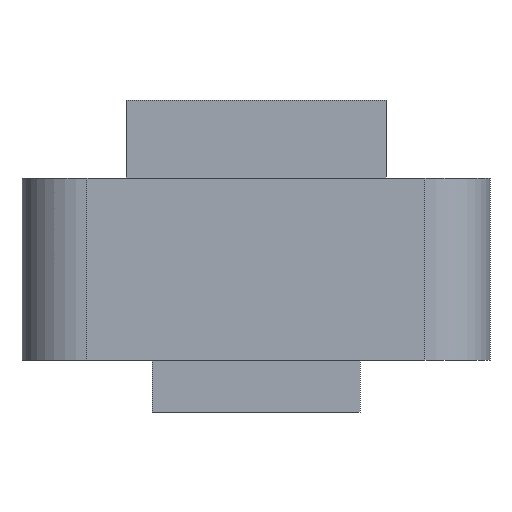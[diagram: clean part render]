
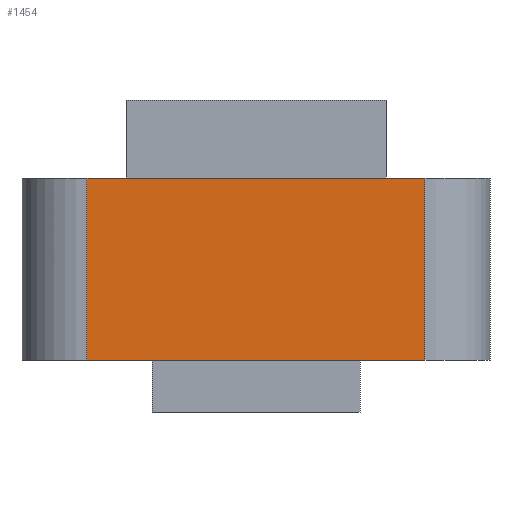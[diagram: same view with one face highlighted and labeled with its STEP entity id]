
A CAD part, left-side view. The second image highlights one B-rep face of the part: STEP entity #1454.
In plain terms, the highlighted planar face has unit normal (-1, 0, 0).
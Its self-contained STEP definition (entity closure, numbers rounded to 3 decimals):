
#353=DIRECTION('',(0.,-1.,0.));
#354=VECTOR('',#353,13.);
#355=CARTESIAN_POINT('',(-42.,6.5,-3.5));
#356=LINE('',#355,#354);
#564=DIRECTION('',(0.,-1.,0.));
#565=VECTOR('',#564,13.);
#566=CARTESIAN_POINT('',(-42.,6.5,3.5));
#567=LINE('',#566,#565);
#875=DIRECTION('',(0.,0.,-1.));
#876=VECTOR('',#875,7.);
#877=CARTESIAN_POINT('',(-42.,6.5,3.5));
#878=LINE('',#877,#876);
#882=DIRECTION('',(0.,0.,-1.));
#883=VECTOR('',#882,7.);
#884=CARTESIAN_POINT('',(-42.,-6.5,3.5));
#885=LINE('',#884,#883);
#961=CARTESIAN_POINT('',(-42.,6.5,-3.5));
#963=VERTEX_POINT('',#961);
#967=CARTESIAN_POINT('',(-42.,6.5,3.5));
#968=VERTEX_POINT('',#967);
#970=CARTESIAN_POINT('',(-42.,-6.5,-3.5));
#972=VERTEX_POINT('',#970);
#973=CARTESIAN_POINT('',(-42.,-6.5,3.5));
#974=VERTEX_POINT('',#973);
#1443=CARTESIAN_POINT('',(-42.,9.,-3.5));
#1444=DIRECTION('',(-1.,0.,0.));
#1445=DIRECTION('',(0.,-1.,0.));
#1446=AXIS2_PLACEMENT_3D('',#1443,#1444,#1445);
#1447=PLANE('',#1446);
#1448=ORIENTED_EDGE('',*,*,#1136,.F.);
#1449=ORIENTED_EDGE('',*,*,#1100,.T.);
#1450=ORIENTED_EDGE('',*,*,#1436,.T.);
#1451=ORIENTED_EDGE('',*,*,#1000,.F.);
#1452=EDGE_LOOP('',(#1448,#1449,#1450,#1451));
#1453=FACE_OUTER_BOUND('',#1452,.F.);
#1000=EDGE_CURVE('',#963,#972,#356,.T.);
#1100=EDGE_CURVE('',#968,#974,#567,.T.);
#1136=EDGE_CURVE('',#968,#963,#878,.T.);
#1436=EDGE_CURVE('',#974,#972,#885,.T.);
#1454=ADVANCED_FACE('',(#1453),#1447,.T.);
